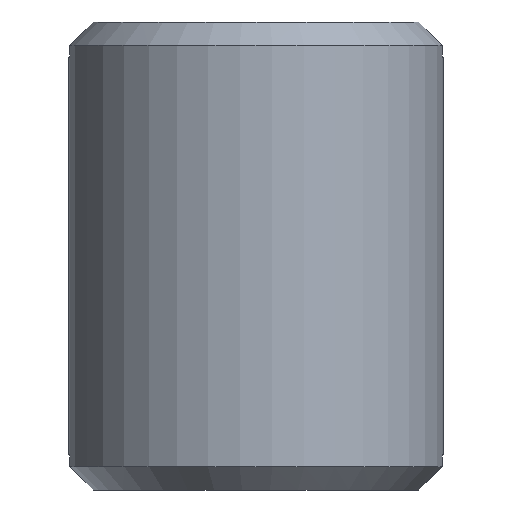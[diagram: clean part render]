
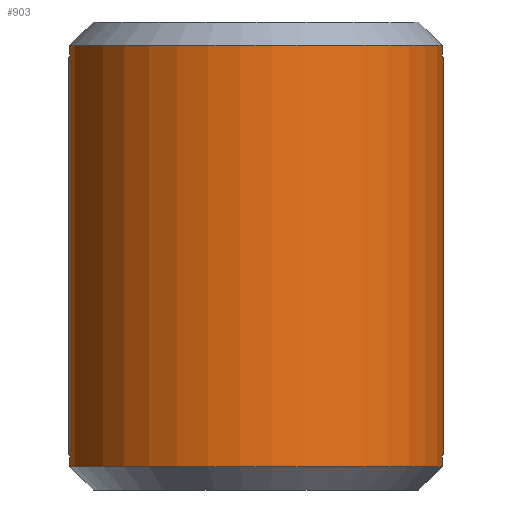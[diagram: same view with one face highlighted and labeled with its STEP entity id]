
A CAD part, front view. The second image highlights one B-rep face of the part: STEP entity #903.
In plain terms, the highlighted cylindrical face has radius 8 mm (diameter 16 mm), a partial arc.
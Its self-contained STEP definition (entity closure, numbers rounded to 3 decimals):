
#2 = CYLINDRICAL_SURFACE ( 'NONE', #722, 8. ) ;
#11 = EDGE_CURVE ( 'NONE', #910, #36, #632, .T. ) ;
#16 = ORIENTED_EDGE ( 'NONE', *, *, #329, .T. ) ;
#36 = VERTEX_POINT ( 'NONE', #882 ) ;
#38 = VERTEX_POINT ( 'NONE', #245 ) ;
#50 = CARTESIAN_POINT ( 'NONE',  ( 0., 0., 0. ) ) ;
#55 = DIRECTION ( 'NONE',  ( 0., 0., 1. ) ) ;
#57 = DIRECTION ( 'NONE',  ( 0., 0., 1. ) ) ;
#72 = ORIENTED_EDGE ( 'NONE', *, *, #377, .T. ) ;
#75 = EDGE_CURVE ( 'NONE', #847, #81, #717, .T. ) ;
#81 = VERTEX_POINT ( 'NONE', #542 ) ;
#96 = CIRCLE ( 'NONE', #280, 8. ) ;
#108 = EDGE_CURVE ( 'NONE', #657, #511, #214, .T. ) ;
#112 = ORIENTED_EDGE ( 'NONE', *, *, #737, .T. ) ;
#116 = EDGE_CURVE ( 'NONE', #511, #694, #523, .T. ) ;
#122 = ORIENTED_EDGE ( 'NONE', *, *, #395, .T. ) ;
#125 = CIRCLE ( 'NONE', #161, 8. ) ;
#140 = VECTOR ( 'NONE', #573, 1000. ) ;
#156 = ORIENTED_EDGE ( 'NONE', *, *, #319, .T. ) ;
#161 = AXIS2_PLACEMENT_3D ( 'NONE', #309, #726, #522 ) ;
#176 = CARTESIAN_POINT ( 'NONE',  ( -8., 0., -18.5 ) ) ;
#186 = DIRECTION ( 'NONE',  ( 1., 0., 0. ) ) ;
#214 = CIRCLE ( 'NONE', #900, 8. ) ;
#220 = CARTESIAN_POINT ( 'NONE',  ( -7.965, -0.75, 0. ) ) ;
#236 = DIRECTION ( 'NONE',  ( 0., 0., 1. ) ) ;
#241 = FACE_OUTER_BOUND ( 'NONE', #534, .T. ) ;
#245 = CARTESIAN_POINT ( 'NONE',  ( 7.965, -0.75, -1.5 ) ) ;
#254 = CARTESIAN_POINT ( 'NONE',  ( 0., 0., -1.5 ) ) ;
#265 = CARTESIAN_POINT ( 'NONE',  ( 7.965, -0.75, -18.5 ) ) ;
#280 = AXIS2_PLACEMENT_3D ( 'NONE', #846, #339, #487 ) ;
#290 = EDGE_CURVE ( 'NONE', #378, #525, #413, .T. ) ;
#304 = DIRECTION ( 'NONE',  ( 0., 0., 1. ) ) ;
#309 = CARTESIAN_POINT ( 'NONE',  ( 0., 0., -19. ) ) ;
#319 = EDGE_CURVE ( 'NONE', #910, #847, #331, .T. ) ;
#327 = DIRECTION ( 'NONE',  ( 0., 0., -1. ) ) ;
#329 = EDGE_CURVE ( 'NONE', #38, #36, #732, .T. ) ;
#331 = LINE ( 'NONE', #220, #140 ) ;
#334 = CARTESIAN_POINT ( 'NONE',  ( 0., 0., -18.5 ) ) ;
#339 = DIRECTION ( 'NONE',  ( 0., 0., -1. ) ) ;
#341 = VECTOR ( 'NONE', #236, 1000. ) ;
#349 = DIRECTION ( 'NONE',  ( 1., 0., 0. ) ) ;
#366 = CARTESIAN_POINT ( 'NONE',  ( -7.965, -0.75, -18.5 ) ) ;
#369 = LINE ( 'NONE', #452, #341 ) ;
#376 = CARTESIAN_POINT ( 'NONE',  ( -7.965, -0.75, -19. ) ) ;
#377 = EDGE_CURVE ( 'NONE', #746, #657, #369, .T. ) ;
#378 = VERTEX_POINT ( 'NONE', #366 ) ;
#395 = EDGE_CURVE ( 'NONE', #525, #746, #125, .T. ) ;
#397 = VECTOR ( 'NONE', #718, 1000. ) ;
#403 = DIRECTION ( 'NONE',  ( 0., 0., 1. ) ) ;
#406 = CARTESIAN_POINT ( 'NONE',  ( -7.965, -0.75, -1.5 ) ) ;
#413 = LINE ( 'NONE', #438, #397 ) ;
#422 = DIRECTION ( 'NONE',  ( 0., 0., 1. ) ) ;
#438 = CARTESIAN_POINT ( 'NONE',  ( -7.965, -0.75, 0. ) ) ;
#445 = ORIENTED_EDGE ( 'NONE', *, *, #776, .T. ) ;
#452 = CARTESIAN_POINT ( 'NONE',  ( 7.965, -0.75, 0. ) ) ;
#457 = DIRECTION ( 'NONE',  ( 0., 0., 1. ) ) ;
#469 = ORIENTED_EDGE ( 'NONE', *, *, #108, .T. ) ;
#487 = DIRECTION ( 'NONE',  ( -1., 0., 0. ) ) ;
#493 = VECTOR ( 'NONE', #55, 1000. ) ;
#511 = VERTEX_POINT ( 'NONE', #584 ) ;
#513 = CARTESIAN_POINT ( 'NONE',  ( 7.965, -0.75, 0. ) ) ;
#515 = CARTESIAN_POINT ( 'NONE',  ( 0., 0., -1. ) ) ;
#522 = DIRECTION ( 'NONE',  ( 1., 0., 0. ) ) ;
#523 = LINE ( 'NONE', #624, #493 ) ;
#525 = VERTEX_POINT ( 'NONE', #376 ) ;
#529 = VECTOR ( 'NONE', #304, 1000. ) ;
#533 = ORIENTED_EDGE ( 'NONE', *, *, #116, .T. ) ;
#534 = EDGE_LOOP ( 'NONE', ( #697, #445, #763, #122, #72, #469, #533, #112, #16, #574, #156, #723 ) ) ;
#542 = CARTESIAN_POINT ( 'NONE',  ( -8., 0., -1.5 ) ) ;
#546 = DIRECTION ( 'NONE',  ( 1., 0., 0. ) ) ;
#573 = DIRECTION ( 'NONE',  ( 0., 0., -1. ) ) ;
#574 = ORIENTED_EDGE ( 'NONE', *, *, #11, .F. ) ;
#584 = CARTESIAN_POINT ( 'NONE',  ( 8., 0., -18.5 ) ) ;
#606 = AXIS2_PLACEMENT_3D ( 'NONE', #515, #457, #186 ) ;
#615 = VERTEX_POINT ( 'NONE', #176 ) ;
#623 = CARTESIAN_POINT ( 'NONE',  ( 7.965, -0.75, -19. ) ) ;
#624 = CARTESIAN_POINT ( 'NONE',  ( 8., 0., 0. ) ) ;
#632 = CIRCLE ( 'NONE', #606, 8. ) ;
#657 = VERTEX_POINT ( 'NONE', #265 ) ;
#668 = EDGE_CURVE ( 'NONE', #615, #81, #897, .T. ) ;
#681 = DIRECTION ( 'NONE',  ( -1., 0., 0. ) ) ;
#682 = DIRECTION ( 'NONE',  ( 0., 0., 1. ) ) ;
#694 = VERTEX_POINT ( 'NONE', #813 ) ;
#697 = ORIENTED_EDGE ( 'NONE', *, *, #668, .F. ) ;
#710 = AXIS2_PLACEMENT_3D ( 'NONE', #842, #422, #349 ) ;
#717 = CIRCLE ( 'NONE', #721, 8. ) ;
#718 = DIRECTION ( 'NONE',  ( 0., 0., -1. ) ) ;
#721 = AXIS2_PLACEMENT_3D ( 'NONE', #254, #327, #681 ) ;
#722 = AXIS2_PLACEMENT_3D ( 'NONE', #50, #57, #546 ) ;
#723 = ORIENTED_EDGE ( 'NONE', *, *, #75, .T. ) ;
#726 = DIRECTION ( 'NONE',  ( 0., 0., 1. ) ) ;
#732 = LINE ( 'NONE', #513, #529 ) ;
#737 = EDGE_CURVE ( 'NONE', #694, #38, #96, .T. ) ;
#746 = VERTEX_POINT ( 'NONE', #623 ) ;
#754 = CARTESIAN_POINT ( 'NONE',  ( -7.965, -0.75, -1. ) ) ;
#763 = ORIENTED_EDGE ( 'NONE', *, *, #290, .T. ) ;
#769 = CIRCLE ( 'NONE', #710, 8. ) ;
#776 = EDGE_CURVE ( 'NONE', #615, #378, #769, .T. ) ;
#799 = VECTOR ( 'NONE', #682, 1000. ) ;
#813 = CARTESIAN_POINT ( 'NONE',  ( 8., 0., -1.5 ) ) ;
#825 = CARTESIAN_POINT ( 'NONE',  ( -8., 0., 0. ) ) ;
#827 = DIRECTION ( 'NONE',  ( 1., 0., 0. ) ) ;
#842 = CARTESIAN_POINT ( 'NONE',  ( 0., 0., -18.5 ) ) ;
#846 = CARTESIAN_POINT ( 'NONE',  ( 0., 0., -1.5 ) ) ;
#847 = VERTEX_POINT ( 'NONE', #406 ) ;
#882 = CARTESIAN_POINT ( 'NONE',  ( 7.965, -0.75, -1. ) ) ;
#897 = LINE ( 'NONE', #825, #799 ) ;
#900 = AXIS2_PLACEMENT_3D ( 'NONE', #334, #403, #827 ) ;
#903 = ADVANCED_FACE ( 'NONE', ( #241 ), #2, .T. ) ;
#910 = VERTEX_POINT ( 'NONE', #754 ) ;
